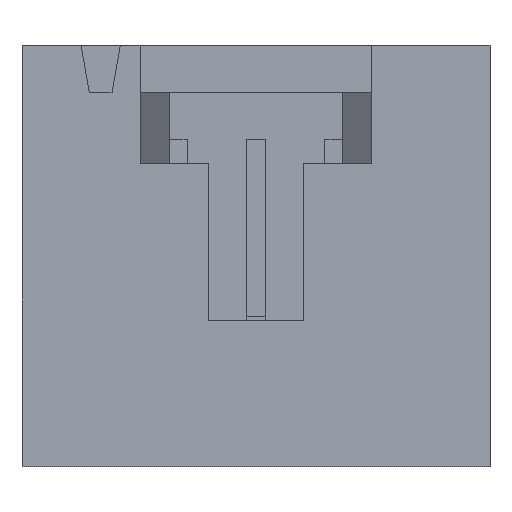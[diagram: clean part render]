
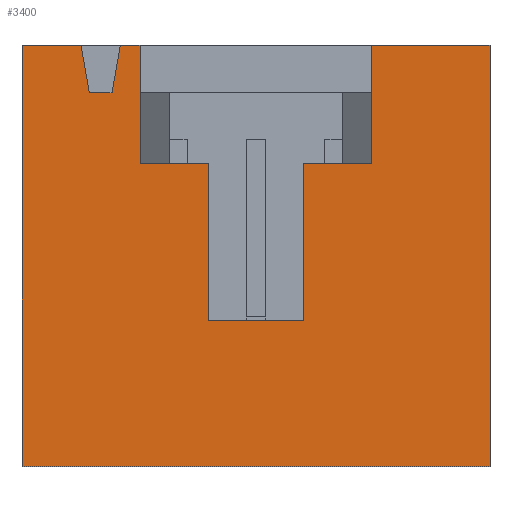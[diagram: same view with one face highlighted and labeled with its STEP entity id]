
A CAD part, top view. The second image highlights one B-rep face of the part: STEP entity #3400.
In plain terms, the highlighted planar face has unit normal (0, 0, 1).
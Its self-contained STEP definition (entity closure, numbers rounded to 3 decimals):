
#248 = VERTEX_POINT('',#249);
#249 = CARTESIAN_POINT('',(-0.575,12.435,5.471));
#255 = EDGE_CURVE('',#256,#248,#258,.T.);
#256 = VERTEX_POINT('',#257);
#257 = CARTESIAN_POINT('',(-2.48,12.435,5.471));
#258 = LINE('',#259,#260);
#259 = CARTESIAN_POINT('',(-2.48,12.435,5.471));
#260 = VECTOR('',#261,1.);
#261 = DIRECTION('',(1.,0.,0.));
#344 = VERTEX_POINT('',#345);
#345 = CARTESIAN_POINT('',(12.63,12.435,5.471));
#351 = EDGE_CURVE('',#352,#344,#354,.T.);
#352 = VERTEX_POINT('',#353);
#353 = CARTESIAN_POINT('',(8.82,12.435,5.471));
#354 = LINE('',#355,#356);
#355 = CARTESIAN_POINT('',(8.82,12.435,5.471));
#356 = VECTOR('',#357,1.);
#357 = DIRECTION('',(1.,0.,0.));
#376 = VERTEX_POINT('',#377);
#377 = CARTESIAN_POINT('',(1.33,12.435,5.471));
#383 = EDGE_CURVE('',#384,#376,#386,.T.);
#384 = VERTEX_POINT('',#385);
#385 = CARTESIAN_POINT('',(0.695,12.435,5.471));
#386 = LINE('',#387,#388);
#387 = CARTESIAN_POINT('',(0.695,12.435,5.471));
#388 = VECTOR('',#389,1.);
#389 = DIRECTION('',(1.,0.,0.));
#1364 = VERTEX_POINT('',#1365);
#1365 = CARTESIAN_POINT('',(12.63,-1.156,5.471));
#1371 = EDGE_CURVE('',#344,#1364,#1372,.T.);
#1372 = LINE('',#1373,#1374);
#1373 = CARTESIAN_POINT('',(12.63,12.435,5.471));
#1374 = VECTOR('',#1375,1.);
#1375 = DIRECTION('',(0.,-1.,0.));
#1678 = VERTEX_POINT('',#1679);
#1679 = CARTESIAN_POINT('',(-2.48,-1.156,5.471));
#1685 = EDGE_CURVE('',#1678,#1364,#1686,.T.);
#1686 = LINE('',#1687,#1688);
#1687 = CARTESIAN_POINT('',(-2.48,-1.156,5.471));
#1688 = VECTOR('',#1689,1.);
#1689 = DIRECTION('',(1.,0.,0.));
#1732 = EDGE_CURVE('',#256,#1678,#1733,.T.);
#1733 = LINE('',#1734,#1735);
#1734 = CARTESIAN_POINT('',(-2.48,12.435,5.471));
#1735 = VECTOR('',#1736,1.);
#1736 = DIRECTION('',(0.,-1.,0.));
#2596 = VERTEX_POINT('',#2597);
#2597 = CARTESIAN_POINT('',(6.599,3.545,5.471));
#2603 = EDGE_CURVE('',#2596,#2604,#2606,.T.);
#2604 = VERTEX_POINT('',#2605);
#2605 = CARTESIAN_POINT('',(3.551,3.545,5.471));
#2606 = LINE('',#2607,#2608);
#2607 = CARTESIAN_POINT('',(6.599,3.545,5.471));
#2608 = VECTOR('',#2609,1.);
#2609 = DIRECTION('',(-1.,0.,0.));
#3162 = VERTEX_POINT('',#3163);
#3163 = CARTESIAN_POINT('',(7.87,8.625,5.471));
#3169 = EDGE_CURVE('',#3162,#3170,#3172,.T.);
#3170 = VERTEX_POINT('',#3171);
#3171 = CARTESIAN_POINT('',(6.599,8.625,5.471));
#3172 = LINE('',#3173,#3174);
#3173 = CARTESIAN_POINT('',(7.87,8.625,5.471));
#3174 = VECTOR('',#3175,1.);
#3175 = DIRECTION('',(-1.,0.,0.));
#3202 = VERTEX_POINT('',#3203);
#3203 = CARTESIAN_POINT('',(3.551,8.625,5.471));
#3209 = EDGE_CURVE('',#3202,#3210,#3212,.T.);
#3210 = VERTEX_POINT('',#3211);
#3211 = CARTESIAN_POINT('',(2.28,8.625,5.471));
#3212 = LINE('',#3213,#3214);
#3213 = CARTESIAN_POINT('',(3.551,8.625,5.471));
#3214 = VECTOR('',#3215,1.);
#3215 = DIRECTION('',(-1.,0.,0.));
#3389 = EDGE_CURVE('',#3202,#2604,#3390,.T.);
#3390 = LINE('',#3391,#3392);
#3391 = CARTESIAN_POINT('',(3.551,8.625,5.471));
#3392 = VECTOR('',#3393,1.);
#3393 = DIRECTION('',(0.,-1.,0.));
#3400 = ADVANCED_FACE('',(#3401),#3469,.T.);
#3401 = FACE_BOUND('',#3402,.F.);
#3402 = EDGE_LOOP('',(#3403,#3411,#3419,#3425,#3426,#3434,#3440,#3441,
    #3442,#3443,#3449,#3450,#3458,#3464,#3465,#3466,#3467,#3468));
#3403 = ORIENTED_EDGE('',*,*,#3404,.T.);
#3404 = EDGE_CURVE('',#248,#3405,#3407,.T.);
#3405 = VERTEX_POINT('',#3406);
#3406 = CARTESIAN_POINT('',(-0.307,10.915,5.471));
#3407 = LINE('',#3408,#3409);
#3408 = CARTESIAN_POINT('',(-0.575,12.435,5.471));
#3409 = VECTOR('',#3410,1.);
#3410 = DIRECTION('',(0.174,-0.985,0.
    ));
#3411 = ORIENTED_EDGE('',*,*,#3412,.T.);
#3412 = EDGE_CURVE('',#3405,#3413,#3415,.T.);
#3413 = VERTEX_POINT('',#3414);
#3414 = CARTESIAN_POINT('',(0.427,10.915,5.471));
#3415 = LINE('',#3416,#3417);
#3416 = CARTESIAN_POINT('',(-0.307,10.915,5.471));
#3417 = VECTOR('',#3418,1.);
#3418 = DIRECTION('',(1.,0.,0.));
#3419 = ORIENTED_EDGE('',*,*,#3420,.T.);
#3420 = EDGE_CURVE('',#3413,#384,#3421,.T.);
#3421 = LINE('',#3422,#3423);
#3422 = CARTESIAN_POINT('',(0.427,10.915,5.471));
#3423 = VECTOR('',#3424,1.);
#3424 = DIRECTION('',(0.174,0.985,0.
    ));
#3425 = ORIENTED_EDGE('',*,*,#383,.T.);
#3426 = ORIENTED_EDGE('',*,*,#3427,.T.);
#3427 = EDGE_CURVE('',#376,#3428,#3430,.T.);
#3428 = VERTEX_POINT('',#3429);
#3429 = CARTESIAN_POINT('',(1.33,8.625,5.471));
#3430 = LINE('',#3431,#3432);
#3431 = CARTESIAN_POINT('',(1.33,12.435,5.471));
#3432 = VECTOR('',#3433,1.);
#3433 = DIRECTION('',(0.,-1.,0.));
#3434 = ORIENTED_EDGE('',*,*,#3435,.F.);
#3435 = EDGE_CURVE('',#3210,#3428,#3436,.T.);
#3436 = LINE('',#3437,#3438);
#3437 = CARTESIAN_POINT('',(2.28,8.625,5.471));
#3438 = VECTOR('',#3439,1.);
#3439 = DIRECTION('',(-1.,0.,0.));
#3440 = ORIENTED_EDGE('',*,*,#3209,.F.);
#3441 = ORIENTED_EDGE('',*,*,#3389,.T.);
#3442 = ORIENTED_EDGE('',*,*,#2603,.F.);
#3443 = ORIENTED_EDGE('',*,*,#3444,.F.);
#3444 = EDGE_CURVE('',#3170,#2596,#3445,.T.);
#3445 = LINE('',#3446,#3447);
#3446 = CARTESIAN_POINT('',(6.599,8.625,5.471));
#3447 = VECTOR('',#3448,1.);
#3448 = DIRECTION('',(0.,-1.,0.));
#3449 = ORIENTED_EDGE('',*,*,#3169,.F.);
#3450 = ORIENTED_EDGE('',*,*,#3451,.F.);
#3451 = EDGE_CURVE('',#3452,#3162,#3454,.T.);
#3452 = VERTEX_POINT('',#3453);
#3453 = CARTESIAN_POINT('',(8.82,8.625,5.471));
#3454 = LINE('',#3455,#3456);
#3455 = CARTESIAN_POINT('',(8.82,8.625,5.471));
#3456 = VECTOR('',#3457,1.);
#3457 = DIRECTION('',(-1.,0.,0.));
#3458 = ORIENTED_EDGE('',*,*,#3459,.F.);
#3459 = EDGE_CURVE('',#352,#3452,#3460,.T.);
#3460 = LINE('',#3461,#3462);
#3461 = CARTESIAN_POINT('',(8.82,12.435,5.471));
#3462 = VECTOR('',#3463,1.);
#3463 = DIRECTION('',(0.,-1.,0.));
#3464 = ORIENTED_EDGE('',*,*,#351,.T.);
#3465 = ORIENTED_EDGE('',*,*,#1371,.T.);
#3466 = ORIENTED_EDGE('',*,*,#1685,.F.);
#3467 = ORIENTED_EDGE('',*,*,#1732,.F.);
#3468 = ORIENTED_EDGE('',*,*,#255,.T.);
#3469 = PLANE('',#3470);
#3470 = AXIS2_PLACEMENT_3D('',#3471,#3472,#3473);
#3471 = CARTESIAN_POINT('',(-2.48,12.435,5.471));
#3472 = DIRECTION('',(0.,0.,1.));
#3473 = DIRECTION('',(1.,0.,0.));
